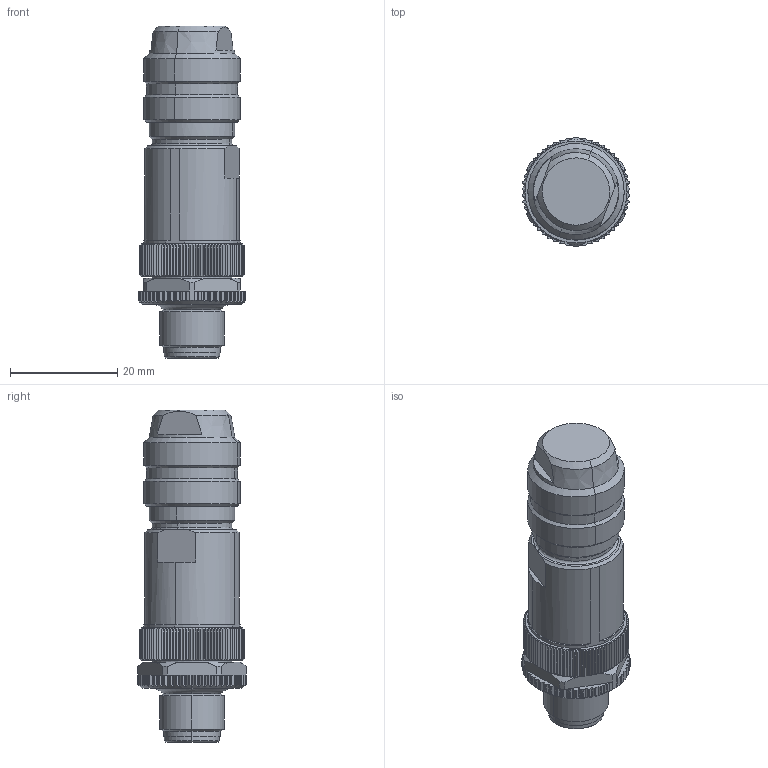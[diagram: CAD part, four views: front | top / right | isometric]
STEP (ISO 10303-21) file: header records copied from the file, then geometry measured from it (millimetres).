
FILE_DESCRIPTION(('CATIA V5 STEP Exchange','CAx-IF Rec.Pracs.--- Model Styling and Organization---1.5--- 2016-08-15','CAx-IF Rec.Pracs.---Supplemental Geometry---1.0---2011-11-01','CAx-IF Rec.Pracs.--- Composite Materials ---1.1---2010-07-15'),'2;1');
FILE_NAME ('021465-6_0', '2025-11-07T09:57:20+00:00', ('none'), ('Weidmueller'), 'CATIA Version 5-6 Release 2024 SP4', 'CATIA V5 STEP AP214 v3', 'none');
FILE_SCHEMA(('AUTOMOTIVE_DESIGN { 1 0 10303 214 1 1 1 1 }'));
Length unit declared in the file: millimetre
Products named in the file (1): 1784740000
Bounding box: 20.16 x 20.2 x 61.99 mm (x, y, z)
Volume: 13121 mm3; surface area: 4823.9 mm2
Topology: 1 solids, 2 shells, 931 faces, 2320 edges, 1386 vertices
Faces by surface type: plane 353, cylinder 320, cone 234, sphere 18, torus 6
Entity records: 28036 total; most frequent: CARTESIAN_POINT 7729, ORIENTED_EDGE 4600, DIRECTION 3403, EDGE_CURVE 2300, AXIS2_PLACEMENT_3D 1648, VERTEX_POINT 1386, EDGE_LOOP 954, ADVANCED_FACE 931
